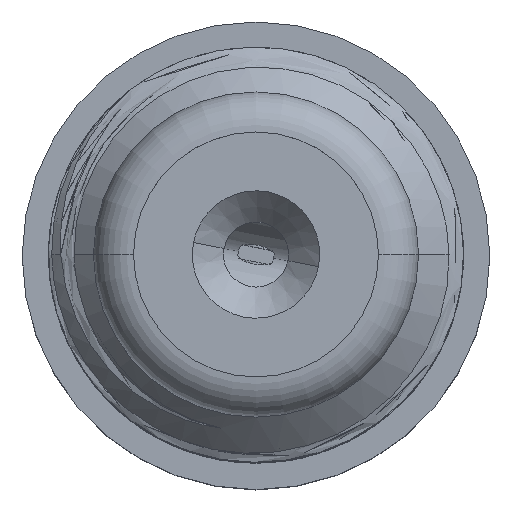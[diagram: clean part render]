
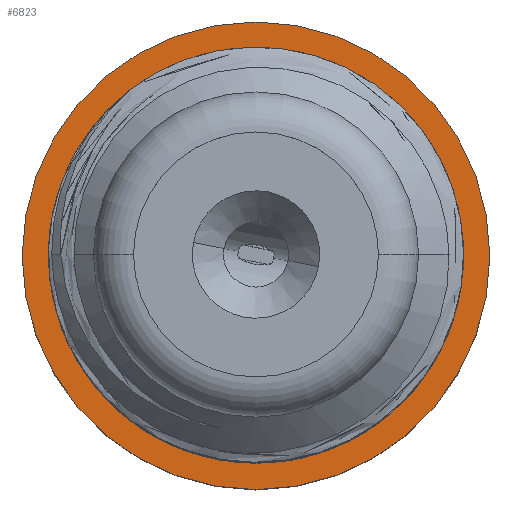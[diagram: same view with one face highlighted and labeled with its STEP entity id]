
A CAD part, top view. The second image highlights one B-rep face of the part: STEP entity #6823.
In plain terms, the highlighted planar face has unit normal (0, 0, 1).
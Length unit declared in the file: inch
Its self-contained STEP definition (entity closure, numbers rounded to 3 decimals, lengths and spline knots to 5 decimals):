
#202 = VERTEX_POINT ( 'NONE', #10608 ) ;
#377 = EDGE_CURVE ( 'NONE', #202, #1373, #4529, .T. ) ;
#674 = PLANE ( 'NONE',  #3979 ) ;
#1373 = VERTEX_POINT ( 'NONE', #2684 ) ;
#1762 = DIRECTION ( 'NONE',  ( 0., 0., 1. ) ) ;
#1890 = DIRECTION ( 'NONE',  ( 0., 0., 1. ) ) ;
#1971 = CARTESIAN_POINT ( 'NONE',  ( 0., 0., 0.30315 ) ) ;
#2622 = CARTESIAN_POINT ( 'NONE',  ( 0., 0., 0.30315 ) ) ;
#2684 = CARTESIAN_POINT ( 'NONE',  ( 0.20669, 0., 0.30315 ) ) ;
#2948 = DIRECTION ( 'NONE',  ( 1., 0., 0. ) ) ;
#2989 = EDGE_CURVE ( 'NONE', #5391, #7007, #10770, .T. ) ;
#3103 = ORIENTED_EDGE ( 'NONE', *, *, #377, .T. ) ;
#3644 = DIRECTION ( 'NONE',  ( 1., 0., 0. ) ) ;
#3650 = EDGE_CURVE ( 'NONE', #1373, #202, #10577, .T. ) ;
#3979 = AXIS2_PLACEMENT_3D ( 'NONE', #12716, #1762, #3644 ) ;
#4133 = CARTESIAN_POINT ( 'NONE',  ( -0.18346, 0., 0.30315 ) ) ;
#4529 = CIRCLE ( 'NONE', #8050, 0.20669 ) ;
#4682 = FACE_BOUND ( 'NONE', #6181, .T. ) ;
#4743 = ORIENTED_EDGE ( 'NONE', *, *, #2989, .F. ) ;
#4747 = DIRECTION ( 'NONE',  ( 1., 0., 0. ) ) ;
#4875 = FACE_OUTER_BOUND ( 'NONE', #10578, .T. ) ;
#4940 = CARTESIAN_POINT ( 'NONE',  ( 0.18346, 0., 0.30315 ) ) ;
#4960 = CARTESIAN_POINT ( 'NONE',  ( 0., 0., 0.30315 ) ) ;
#5391 = VERTEX_POINT ( 'NONE', #4133 ) ;
#5392 = AXIS2_PLACEMENT_3D ( 'NONE', #1971, #11817, #2948 ) ;
#5548 = DIRECTION ( 'NONE',  ( 1., 0., 0. ) ) ;
#5719 = EDGE_CURVE ( 'NONE', #7007, #5391, #12240, .T. ) ;
#5856 = ORIENTED_EDGE ( 'NONE', *, *, #5719, .F. ) ;
#6181 = EDGE_LOOP ( 'NONE', ( #5856, #4743 ) ) ;
#6470 = AXIS2_PLACEMENT_3D ( 'NONE', #2622, #9564, #5548 ) ;
#6823 = ADVANCED_FACE ( 'NONE', ( #4682, #4875 ), #674, .T. ) ;
#7007 = VERTEX_POINT ( 'NONE', #4940 ) ;
#7951 = DIRECTION ( 'NONE',  ( 0., 0., 1. ) ) ;
#8050 = AXIS2_PLACEMENT_3D ( 'NONE', #4960, #7951, #11821 ) ;
#9564 = DIRECTION ( 'NONE',  ( 0., 0., 1. ) ) ;
#10577 = CIRCLE ( 'NONE', #12430, 0.20669 ) ;
#10578 = EDGE_LOOP ( 'NONE', ( #10694, #3103 ) ) ;
#10583 = CARTESIAN_POINT ( 'NONE',  ( 0., 0., 0.30315 ) ) ;
#10608 = CARTESIAN_POINT ( 'NONE',  ( -0.20669, 0., 0.30315 ) ) ;
#10694 = ORIENTED_EDGE ( 'NONE', *, *, #3650, .T. ) ;
#10770 = CIRCLE ( 'NONE', #5392, 0.18346 ) ;
#11817 = DIRECTION ( 'NONE',  ( 0., 0., 1. ) ) ;
#11821 = DIRECTION ( 'NONE',  ( 1., 0., 0. ) ) ;
#12240 = CIRCLE ( 'NONE', #6470, 0.18346 ) ;
#12430 = AXIS2_PLACEMENT_3D ( 'NONE', #10583, #1890, #4747 ) ;
#12716 = CARTESIAN_POINT ( 'NONE',  ( -0.20709, -0.20709, 0.30315 ) ) ;
